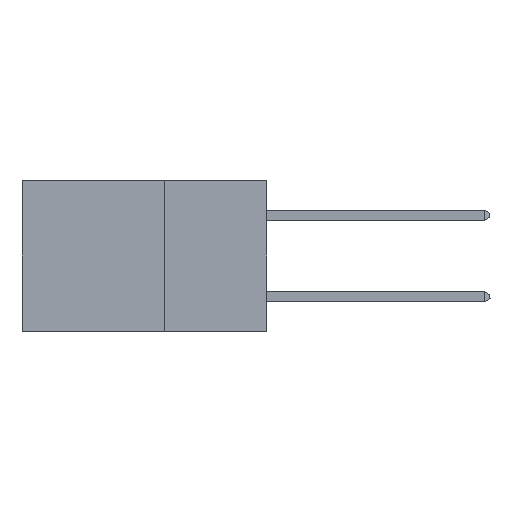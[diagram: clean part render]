
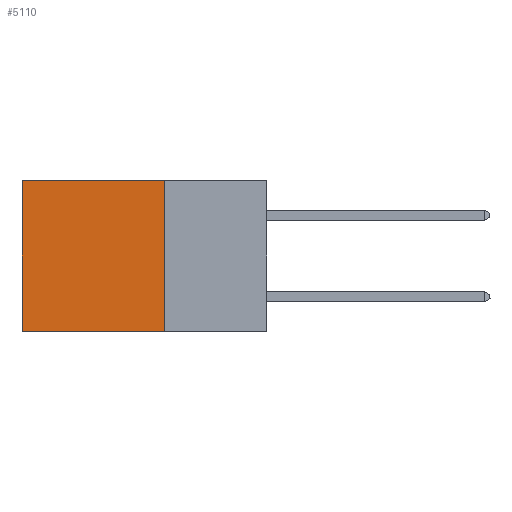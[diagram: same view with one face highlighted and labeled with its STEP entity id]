
A CAD part, left-side view. The second image highlights one B-rep face of the part: STEP entity #5110.
In plain terms, the highlighted planar face has unit normal (-1, 0, 0).
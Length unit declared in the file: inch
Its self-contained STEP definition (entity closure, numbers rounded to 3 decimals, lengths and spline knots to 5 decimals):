
#68 = FACE_OUTER_BOUND ( 'NONE', #18767, .T. ) ;
#1550 = VECTOR ( 'NONE', #6310, 39.37008 ) ;
#2539 = VERTEX_POINT ( 'NONE', #10399 ) ;
#2920 = CARTESIAN_POINT ( 'NONE',  ( 0.2875, 0.6, 0. ) ) ;
#3481 = EDGE_CURVE ( 'NONE', #21796, #2539, #6406, .T. ) ;
#3828 = PLANE ( 'NONE',  #20618 ) ;
#4091 = CARTESIAN_POINT ( 'NONE',  ( 0.2875, 0.25, 0. ) ) ;
#5110 = ADVANCED_FACE ( 'NONE', ( #68 ), #3828, .F. ) ;
#5602 = DIRECTION ( 'NONE',  ( 0., 0., -1. ) ) ;
#5606 = ORIENTED_EDGE ( 'NONE', *, *, #8910, .F. ) ;
#6131 = DIRECTION ( 'NONE',  ( 1., 0., 0. ) ) ;
#6310 = DIRECTION ( 'NONE',  ( 0., 1., 0. ) ) ;
#6406 = LINE ( 'NONE', #9284, #11569 ) ;
#7346 = DIRECTION ( 'NONE',  ( 0., 0., -1. ) ) ;
#8004 = ORIENTED_EDGE ( 'NONE', *, *, #27360, .T. ) ;
#8910 = EDGE_CURVE ( 'NONE', #21766, #21796, #21800, .T. ) ;
#9284 = CARTESIAN_POINT ( 'NONE',  ( 0.2875, 0.25, -0.37 ) ) ;
#10399 = CARTESIAN_POINT ( 'NONE',  ( 0.2875, 0.6, -0.37 ) ) ;
#11569 = VECTOR ( 'NONE', #18067, 39.37008 ) ;
#12153 = CARTESIAN_POINT ( 'NONE',  ( 0.2875, 0.25, 0. ) ) ;
#13300 = LINE ( 'NONE', #4091, #1550 ) ;
#14840 = VECTOR ( 'NONE', #7346, 39.37008 ) ;
#18067 = DIRECTION ( 'NONE',  ( 0., 1., 0. ) ) ;
#18266 = CARTESIAN_POINT ( 'NONE',  ( 0.2875, 0.25, -0.37 ) ) ;
#18767 = EDGE_LOOP ( 'NONE', ( #24205, #24042, #5606, #8004 ) ) ;
#19293 = CARTESIAN_POINT ( 'NONE',  ( 0.2875, 0.25, 0. ) ) ;
#20608 = LINE ( 'NONE', #2920, #14840 ) ;
#20618 = AXIS2_PLACEMENT_3D ( 'NONE', #19293, #6131, #21531 ) ;
#20941 = VERTEX_POINT ( 'NONE', #25260 ) ;
#21531 = DIRECTION ( 'NONE',  ( 0., 0., -1. ) ) ;
#21766 = VERTEX_POINT ( 'NONE', #26845 ) ;
#21796 = VERTEX_POINT ( 'NONE', #18266 ) ;
#21800 = LINE ( 'NONE', #12153, #28254 ) ;
#22398 = EDGE_CURVE ( 'NONE', #20941, #2539, #20608, .T. ) ;
#24042 = ORIENTED_EDGE ( 'NONE', *, *, #3481, .F. ) ;
#24205 = ORIENTED_EDGE ( 'NONE', *, *, #22398, .T. ) ;
#25260 = CARTESIAN_POINT ( 'NONE',  ( 0.2875, 0.6, 0. ) ) ;
#26845 = CARTESIAN_POINT ( 'NONE',  ( 0.2875, 0.25, 0. ) ) ;
#27360 = EDGE_CURVE ( 'NONE', #21766, #20941, #13300, .T. ) ;
#28254 = VECTOR ( 'NONE', #5602, 39.37008 ) ;
